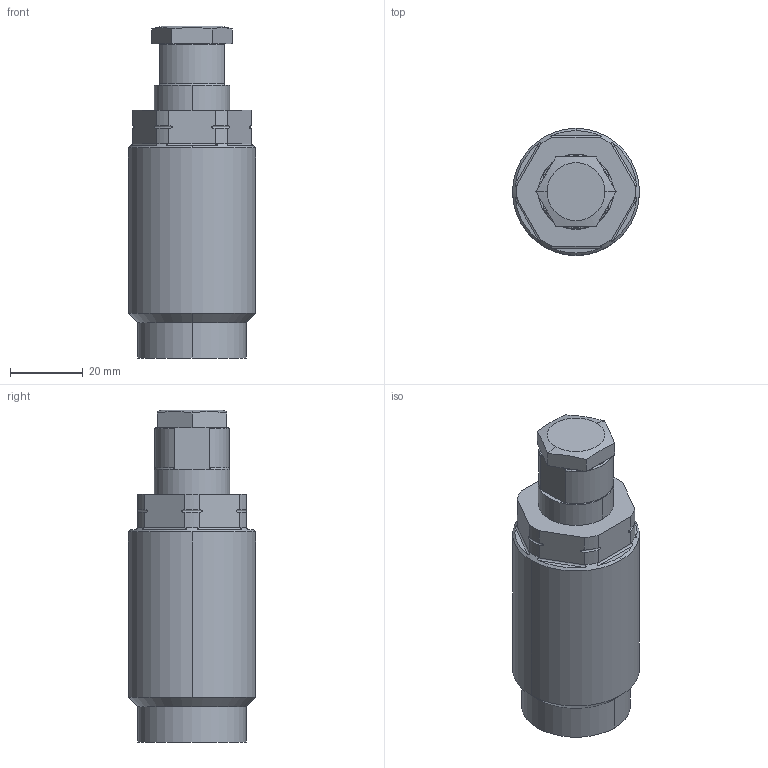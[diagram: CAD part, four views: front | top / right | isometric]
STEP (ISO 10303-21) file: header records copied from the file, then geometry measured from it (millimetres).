
FILE_DESCRIPTION((''),'2;1');
FILE_NAME('ILCM41007113','2012-10-18T',('jdw'),(''),'PRO/ENGINEER BY PARAMETRIC TECHNOLOGY CORPORATION, 2007460','PRO/ENGINEER BY PARAMETRIC TECHNOLOGY CORPORATION, 2007460','');
FILE_SCHEMA(('AUTOMOTIVE_DESIGN_CC2 { 1 2 10303 214 -1 1 5 2 }'));
Length unit declared in the file: millimetre
Products named in the file (1): ILCM41007113
Bounding box: 34.82 x 34.82 x 91.01 mm (x, y, z)
Volume: 66401.1 mm3; surface area: 10876.8 mm2
Topology: 1 solids, 2 shells, 83 faces, 202 edges, 124 vertices
Faces by surface type: plane 39, cylinder 28, torus 10, cone 6
Entity records: 3011 total; most frequent: CARTESIAN_POINT 965, ORIENTED_EDGE 404, DIRECTION 402, EDGE_CURVE 202, AXIS2_PLACEMENT_3D 155, VERTEX_POINT 124, COLOUR_RGB 106, VECTOR 92
